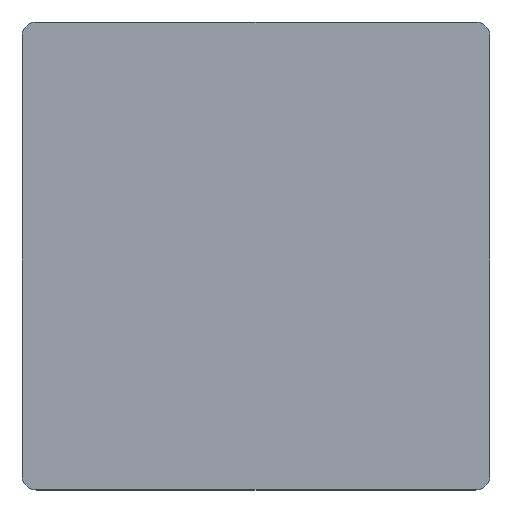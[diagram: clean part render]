
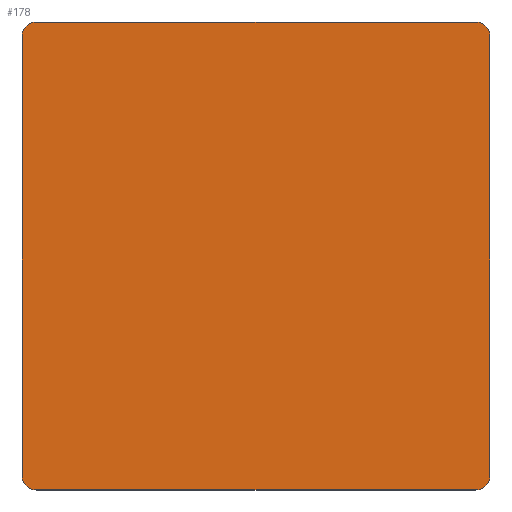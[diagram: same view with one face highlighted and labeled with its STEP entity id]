
A CAD part, top view. The second image highlights one B-rep face of the part: STEP entity #178.
In plain terms, the highlighted planar face has unit normal (0, 0, 1).
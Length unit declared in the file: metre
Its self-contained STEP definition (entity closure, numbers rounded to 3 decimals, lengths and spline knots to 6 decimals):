
#13=CIRCLE('',#196,0.0025);
#15=CIRCLE('',#200,0.0025);
#17=CIRCLE('',#204,0.0025);
#19=CIRCLE('',#208,0.0025);
#56=ORIENTED_EDGE('',*,*,#74,.T.);
#57=ORIENTED_EDGE('',*,*,#78,.T.);
#58=ORIENTED_EDGE('',*,*,#81,.F.);
#59=ORIENTED_EDGE('',*,*,#84,.T.);
#60=ORIENTED_EDGE('',*,*,#87,.F.);
#61=ORIENTED_EDGE('',*,*,#90,.T.);
#62=ORIENTED_EDGE('',*,*,#93,.T.);
#63=ORIENTED_EDGE('',*,*,#95,.T.);
#74=EDGE_CURVE('',#99,#98,#114,.T.);
#78=EDGE_CURVE('',#98,#101,#13,.T.);
#81=EDGE_CURVE('',#103,#101,#119,.T.);
#84=EDGE_CURVE('',#103,#105,#15,.T.);
#87=EDGE_CURVE('',#107,#105,#123,.T.);
#90=EDGE_CURVE('',#107,#109,#17,.T.);
#93=EDGE_CURVE('',#109,#111,#127,.T.);
#95=EDGE_CURVE('',#111,#99,#19,.T.);
#98=VERTEX_POINT('',#271);
#99=VERTEX_POINT('',#273);
#101=VERTEX_POINT('',#279);
#103=VERTEX_POINT('',#285);
#105=VERTEX_POINT('',#291);
#107=VERTEX_POINT('',#297);
#109=VERTEX_POINT('',#303);
#111=VERTEX_POINT('',#309);
#114=LINE('',#272,#130);
#119=LINE('',#286,#135);
#123=LINE('',#298,#139);
#127=LINE('',#310,#143);
#130=VECTOR('',#217,1.);
#135=VECTOR('',#230,1.);
#139=VECTOR('',#242,1.);
#143=VECTOR('',#254,1.);
#152=EDGE_LOOP('',(#56,#57,#58,#59,#60,#61,#62,#63));
#162=FACE_BOUND('',#152,.T.);
#168=PLANE('',#209);
#178=ADVANCED_FACE('',(#162),#168,.T.);
#196=AXIS2_PLACEMENT_3D('',#280,#224,#225);
#200=AXIS2_PLACEMENT_3D('',#292,#236,#237);
#204=AXIS2_PLACEMENT_3D('',#304,#248,#249);
#208=AXIS2_PLACEMENT_3D('',#313,#259,#260);
#209=AXIS2_PLACEMENT_3D('',#314,#261,#262);
#217=DIRECTION('',(1.,0.,0.));
#224=DIRECTION('',(0.,0.,1.));
#225=DIRECTION('',(1.,0.,0.));
#230=DIRECTION('',(0.,-1.,0.));
#236=DIRECTION('',(0.,0.,1.));
#237=DIRECTION('',(1.,0.,0.));
#242=DIRECTION('',(1.,0.,0.));
#248=DIRECTION('',(0.,0.,1.));
#249=DIRECTION('',(1.,0.,0.));
#254=DIRECTION('',(0.,-1.,0.));
#259=DIRECTION('',(0.,0.,1.));
#260=DIRECTION('',(1.,0.,0.));
#261=DIRECTION('',(0.,0.,1.));
#262=DIRECTION('',(1.,0.,0.));
#271=CARTESIAN_POINT('',(0.0765,-0.079,0.0006));
#272=CARTESIAN_POINT('',(0.0395,-0.079,0.0006));
#273=CARTESIAN_POINT('',(0.0025,-0.079,0.0006));
#279=CARTESIAN_POINT('',(0.079,-0.0765,0.0006));
#280=CARTESIAN_POINT('',(0.0765,-0.0765,0.0006));
#285=CARTESIAN_POINT('',(0.079,-0.0025,0.0006));
#286=CARTESIAN_POINT('',(0.079,-0.0395,0.0006));
#291=CARTESIAN_POINT('',(0.0765,0.,0.0006));
#292=CARTESIAN_POINT('',(0.0765,-0.0025,0.0006));
#297=CARTESIAN_POINT('',(0.0025,0.,0.0006));
#298=CARTESIAN_POINT('',(0.0395,0.,0.0006));
#303=CARTESIAN_POINT('',(0.,-0.0025,0.0006));
#304=CARTESIAN_POINT('',(0.0025,-0.0025,0.0006));
#309=CARTESIAN_POINT('',(0.,-0.0765,0.0006));
#310=CARTESIAN_POINT('',(0.,-0.0395,0.0006));
#313=CARTESIAN_POINT('',(0.0025,-0.0765,0.0006));
#314=CARTESIAN_POINT('',(0.0395,-0.0395,0.0006));
